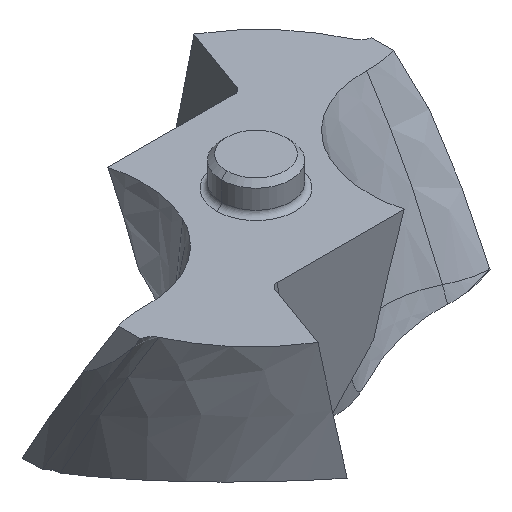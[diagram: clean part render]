
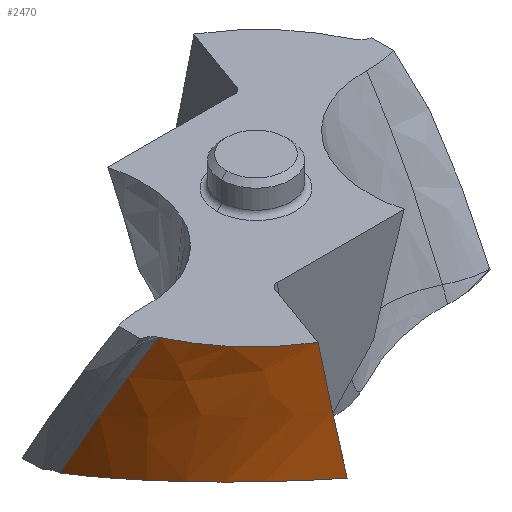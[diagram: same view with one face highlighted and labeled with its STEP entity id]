
A CAD part, isometric view. The second image highlights one B-rep face of the part: STEP entity #2470.
In plain terms, the highlighted free-form (B-spline) face has degree [3, 3] with [7, 5] control points.
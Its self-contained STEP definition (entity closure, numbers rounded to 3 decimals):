
#177=CARTESIAN_POINT('',(-2.943,-4.723,
0.));
#178=CARTESIAN_POINT('',(-3.33,-4.49,
0.));
#179=CARTESIAN_POINT('',(-4.199,-3.809,
0.));
#180=CARTESIAN_POINT('',(-4.833,-2.894,
0.));
#181=CARTESIAN_POINT('',(-5.101,-2.308,
0.));
#446=CARTESIAN_POINT('',(-5.601,0.013,
-4.281));
#447=CARTESIAN_POINT('',(-5.601,0.011,
-4.281));
#448=CARTESIAN_POINT('',(-5.601,0.008,
-4.281));
#449=CARTESIAN_POINT('',(-5.6,0.004,
-4.28));
#450=CARTESIAN_POINT('',(-5.6,0.001,
-4.28));
#451=CARTESIAN_POINT('',(-5.6,0.,
-4.28));
#738=CARTESIAN_POINT('',(-5.601,0.013,
-4.281));
#756=CARTESIAN_POINT('',(-2.386,-5.004,
-3.511));
#757=CARTESIAN_POINT('',(-2.554,-4.926,
-3.481));
#758=CARTESIAN_POINT('',(-2.877,-4.756,
-3.429));
#759=CARTESIAN_POINT('',(-3.323,-4.465,
-3.379));
#760=CARTESIAN_POINT('',(-3.742,-4.132,
-3.356));
#761=CARTESIAN_POINT('',(-4.123,-3.763,
-3.36));
#762=CARTESIAN_POINT('',(-4.451,-3.38,
-3.389));
#763=CARTESIAN_POINT('',(-4.749,-2.96,
-3.443));
#764=CARTESIAN_POINT('',(-5.012,-2.503,
-3.524));
#765=CARTESIAN_POINT('',(-5.235,-2.004,
-3.637));
#766=CARTESIAN_POINT('',(-5.382,-1.57,
-3.751));
#767=CARTESIAN_POINT('',(-5.505,-1.078,
-3.897));
#768=CARTESIAN_POINT('',(-5.582,-0.561,
-4.069));
#769=CARTESIAN_POINT('',(-5.601,-0.191,
-4.206));
#770=CARTESIAN_POINT('',(-5.6,0.,
-4.28));
#772=CARTESIAN_POINT('',(-5.601,0.013,
-4.281));
#773=CARTESIAN_POINT('',(-5.606,-0.44,
-3.442));
#774=CARTESIAN_POINT('',(-5.513,-1.227,
-2.015));
#775=CARTESIAN_POINT('',(-5.242,-1.998,
-0.588));
#776=CARTESIAN_POINT('',(-5.101,-2.308,
0.));
#778=CARTESIAN_POINT('',(-2.943,-4.723,
0.));
#779=CARTESIAN_POINT('',(-2.911,-4.734,
-0.189));
#780=CARTESIAN_POINT('',(-2.85,-4.755,
-0.555));
#781=CARTESIAN_POINT('',(-2.765,-4.787,
-1.07));
#782=CARTESIAN_POINT('',(-2.687,-4.819,
-1.551));
#783=CARTESIAN_POINT('',(-2.614,-4.853,
-2.002));
#784=CARTESIAN_POINT('',(-2.526,-4.902,
-2.566));
#785=CARTESIAN_POINT('',(-2.453,-4.951,
-3.054));
#786=CARTESIAN_POINT('',(-2.408,-4.986,
-3.364));
#787=CARTESIAN_POINT('',(-2.386,-5.004,
-3.511));
#963=CARTESIAN_POINT('',(-2.943,-4.723,
0.));
#964=VERTEX_POINT('',#963);
#965=VERTEX_POINT('',#181);
#994=CARTESIAN_POINT('',(-5.6,0.,
-4.28));
#995=VERTEX_POINT('',#994);
#996=VERTEX_POINT('',#756);
#1011=VERTEX_POINT('',#738);
#2426=CARTESIAN_POINT('',(-2.618,-4.946,
-4.325));
#2427=CARTESIAN_POINT('',(-2.282,-5.054,
-3.471));
#2428=CARTESIAN_POINT('',(-1.601,-5.256,
-2.015));
#2429=CARTESIAN_POINT('',(-0.736,-5.442,
-0.56));
#2430=CARTESIAN_POINT('',(-0.349,-5.511,
0.041));
#2431=CARTESIAN_POINT('',(-2.678,-4.915,
-4.325));
#2432=CARTESIAN_POINT('',(-2.343,-5.028,
-3.471));
#2433=CARTESIAN_POINT('',(-1.664,-5.24,
-2.015));
#2434=CARTESIAN_POINT('',(-0.802,-5.435,
-0.56));
#2435=CARTESIAN_POINT('',(-0.415,-5.508,
0.041));
#2436=CARTESIAN_POINT('',(-3.311,-4.566,
-4.325));
#2437=CARTESIAN_POINT('',(-2.991,-4.739,
-3.471));
#2438=CARTESIAN_POINT('',(-2.338,-5.052,
-2.015));
#2439=CARTESIAN_POINT('',(-1.501,-5.349,
-0.56));
#2440=CARTESIAN_POINT('',(-1.125,-5.463,
0.041));
#2441=CARTESIAN_POINT('',(-4.385,-3.666,
-4.325));
#2442=CARTESIAN_POINT('',(-4.115,-3.946,
-3.471));
#2443=CARTESIAN_POINT('',(-3.549,-4.443,
-2.015));
#2444=CARTESIAN_POINT('',(-2.798,-4.923,
-0.56));
#2445=CARTESIAN_POINT('',(-2.457,-5.113,
0.041));
#2446=CARTESIAN_POINT('',(-5.39,-1.915,
-4.325));
#2447=CARTESIAN_POINT('',(-5.242,-2.316,
-3.471));
#2448=CARTESIAN_POINT('',(-4.884,-3.017,
-2.015));
#2449=CARTESIAN_POINT('',(-4.34,-3.703,
-0.56));
#2450=CARTESIAN_POINT('',(-4.086,-3.977,
0.041));
#2451=CARTESIAN_POINT('',(-5.611,-0.58,
-4.325));
#2452=CARTESIAN_POINT('',(-5.568,-1.028,
-3.471));
#2453=CARTESIAN_POINT('',(-5.388,-1.809,
-2.015));
#2454=CARTESIAN_POINT('',(-5.024,-2.574,
-0.56));
#2455=CARTESIAN_POINT('',(-4.843,-2.882,
0.041));
#2456=CARTESIAN_POINT('',(-5.599,0.096,
-4.325));
#2457=CARTESIAN_POINT('',(-5.612,-0.366,
-3.471));
#2458=CARTESIAN_POINT('',(-5.527,-1.17,
-2.015));
#2459=CARTESIAN_POINT('',(-5.258,-1.959,
-0.56));
#2460=CARTESIAN_POINT('',(-5.116,-2.276,
0.041));
#2461=B_SPLINE_SURFACE_WITH_KNOTS('',3,3,((#2426,#2427,#2428,#2429,#2430),
(#2431,#2432,#2433,#2434,#2435),(#2436,#2437,#2438,#2439,#2440),(#2441,#2442,
#2443,#2444,#2445),(#2446,#2447,#2448,#2449,#2450),(#2451,#2452,#2453,#2454,
#2455),(#2456,#2457,#2458,#2459,#2460)),.UNSPECIFIED.,.F.,.F.,.F.,(4,1,1,1,4),
(4,1,4),(0.224,0.25,0.5,0.75,1.008),(
0.052,3.01,5.092),.UNSPECIFIED.);
#2462=ORIENTED_EDGE('',*,*,#1686,.T.);
#2463=ORIENTED_EDGE('',*,*,#1730,.F.);
#2464=ORIENTED_EDGE('',*,*,#2411,.T.);
#2465=ORIENTED_EDGE('',*,*,#1296,.F.);
#2467=ORIENTED_EDGE('',*,*,#2466,.T.);
#2468=EDGE_LOOP('',(#2462,#2463,#2464,#2465,#2467));
#2469=FACE_OUTER_BOUND('',#2468,.F.);
#182=B_SPLINE_CURVE_WITH_KNOTS('',3,(#177,#178,#179,#180,#181),.UNSPECIFIED.,
.F.,.F.,(4,1,4),(0.,0.412,1.),.UNSPECIFIED.);
#452=B_SPLINE_CURVE_WITH_KNOTS('',3,(#446,#447,#448,#449,#450,#451),
.UNSPECIFIED.,.F.,.F.,(4,1,1,4),(0.,0.333,0.667,1.),
.UNSPECIFIED.);
#771=B_SPLINE_CURVE_WITH_KNOTS('',3,(#756,#757,#758,#759,#760,#761,#762,#763,
#764,#765,#766,#767,#768,#769,#770),.UNSPECIFIED.,.F.,.F.,(4,1,1,1,1,1,1,1,1,1,
1,1,4),(0.,0.083,0.167,0.25,0.333,
0.417,0.5,0.583,0.667,0.75,
0.833,0.917,1.),.UNSPECIFIED.);
#777=B_SPLINE_CURVE_WITH_KNOTS('',3,(#772,#773,#774,#775,#776),.UNSPECIFIED.,
.F.,.F.,(4,1,4),(0.,0.588,1.),.UNSPECIFIED.);
#788=B_SPLINE_CURVE_WITH_KNOTS('',3,(#778,#779,#780,#781,#782,#783,#784,#785,
#786,#787),.UNSPECIFIED.,.F.,.F.,(4,1,1,1,1,1,1,4),(0.,0.143,
0.286,0.429,0.571,0.714,
0.857,1.),.UNSPECIFIED.);
#1296=EDGE_CURVE('',#964,#965,#182,.T.);
#1686=EDGE_CURVE('',#996,#995,#771,.T.);
#1730=EDGE_CURVE('',#1011,#995,#452,.T.);
#2411=EDGE_CURVE('',#1011,#965,#777,.T.);
#2466=EDGE_CURVE('',#964,#996,#788,.T.);
#2470=ADVANCED_FACE('',(#2469),#2461,.F.);
